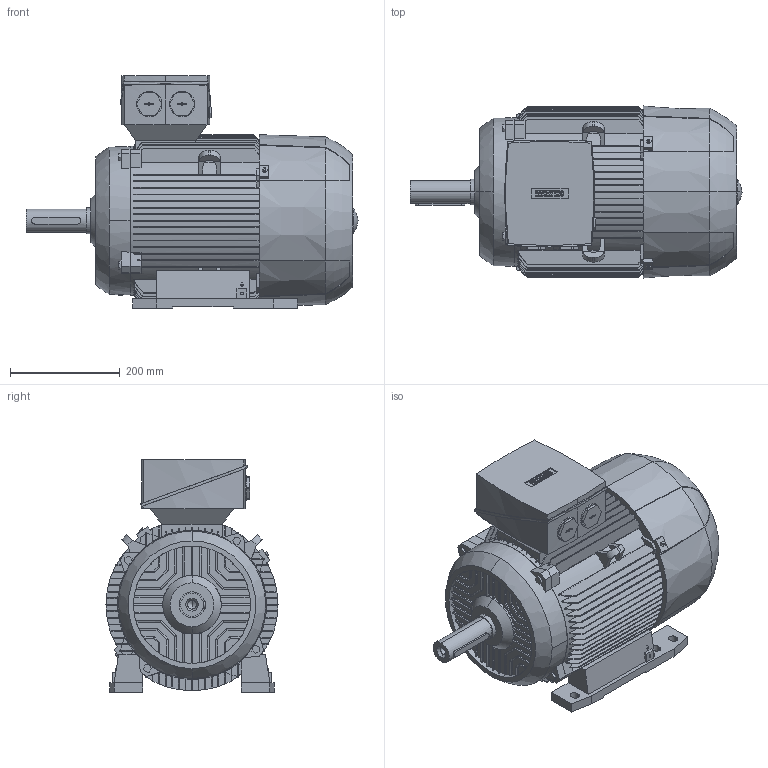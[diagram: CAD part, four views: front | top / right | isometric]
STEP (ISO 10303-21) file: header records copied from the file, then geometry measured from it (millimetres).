
FILE_DESCRIPTION(('STEP AP214'),'1');
FILE_NAME('cctmp_29C87D85-B7B7-4B3F-AE21-09BEBAE22874_2024_09_23_07_27_05_0132..stp','2024-09-23T07:27:06',('SIEMENS A&D'),('CADClick - www.CADClick.com'),'Spatial InterOp 3D',' ','unknown authorization');
FILE_SCHEMA(('AUTOMOTIVE_DESIGN'));
Length unit declared in the file: millimetre
Products named in the file (1): 1
Bounding box: 606 x 314 x 425 mm (x, y, z)
Volume: 34437240.6 mm3; surface area: 1349626.9 mm2
Topology: 7 solids, 7 shells, 1414 faces, 4013 edges, 2650 vertices
Faces by surface type: plane 928, cylinder 318, torus 140, cone 28
Entity records: 66387 total; most frequent: CARTESIAN_POINT 18707, ORIENTED_EDGE 8018, DIRECTION 7068, EDGE_CURVE 4009, VERTEX_POINT 2650, LINE 2504, VECTOR 2504, AXIS2_PLACEMENT_3D 2282
